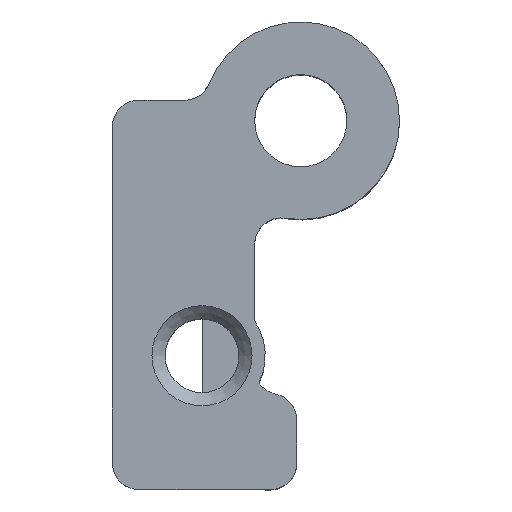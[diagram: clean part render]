
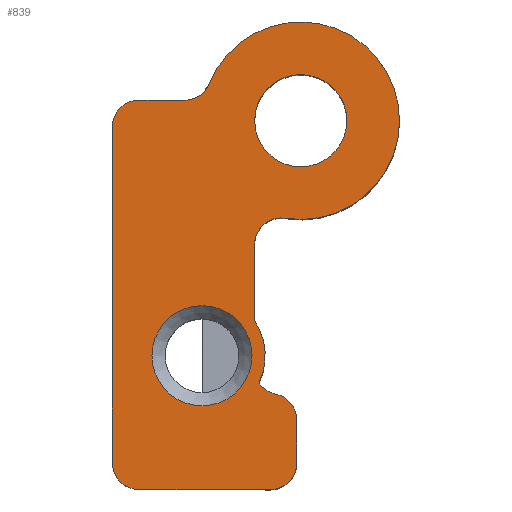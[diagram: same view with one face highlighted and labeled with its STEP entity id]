
A CAD part, top view. The second image highlights one B-rep face of the part: STEP entity #839.
In plain terms, the highlighted planar face has unit normal (0, 0, 1).
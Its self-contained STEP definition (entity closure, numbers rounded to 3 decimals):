
#52=FACE_BOUND('',#135,.T.);
#53=FACE_BOUND('',#136,.T.);
#59=PLANE('',#912);
#78=FACE_OUTER_BOUND('',#134,.T.);
#134=EDGE_LOOP('',(#587,#588,#589,#590,#591,#592,#593,#594,#595,#596,#597,
#598,#599,#600));
#135=EDGE_LOOP('',(#601));
#136=EDGE_LOOP('',(#602));
#190=LINE('',#1275,#244);
#195=LINE('',#1300,#249);
#199=LINE('',#1326,#253);
#200=LINE('',#1334,#254);
#201=LINE('',#1338,#255);
#244=VECTOR('',#1012,10.);
#249=VECTOR('',#1037,10.);
#253=VECTOR('',#1053,10.);
#254=VECTOR('',#1060,10.);
#255=VECTOR('',#1063,10.);
#295=CIRCLE('',#897,0.5);
#302=CIRCLE('',#907,0.5);
#304=CIRCLE('',#911,0.95);
#305=CIRCLE('',#913,0.5);
#306=CIRCLE('',#914,1.2);
#307=CIRCLE('',#915,0.5);
#308=CIRCLE('',#916,1.875);
#309=CIRCLE('',#917,0.5);
#310=CIRCLE('',#918,0.5);
#311=CIRCLE('',#919,0.5);
#312=CIRCLE('',#920,0.875);
#351=VERTEX_POINT('',#1265);
#352=VERTEX_POINT('',#1267);
#354=VERTEX_POINT('',#1273);
#363=VERTEX_POINT('',#1295);
#364=VERTEX_POINT('',#1299);
#369=VERTEX_POINT('',#1318);
#370=VERTEX_POINT('',#1321);
#371=VERTEX_POINT('',#1323);
#372=VERTEX_POINT('',#1325);
#373=VERTEX_POINT('',#1327);
#374=VERTEX_POINT('',#1329);
#375=VERTEX_POINT('',#1331);
#376=VERTEX_POINT('',#1333);
#377=VERTEX_POINT('',#1335);
#378=VERTEX_POINT('',#1337);
#379=VERTEX_POINT('',#1340);
#429=EDGE_CURVE('',#351,#352,#295,.T.);
#433=EDGE_CURVE('',#351,#354,#190,.T.);
#444=EDGE_CURVE('',#363,#354,#302,.T.);
#445=EDGE_CURVE('',#364,#352,#195,.T.);
#451=EDGE_CURVE('',#369,#369,#304,.T.);
#452=EDGE_CURVE('',#363,#370,#305,.T.);
#453=EDGE_CURVE('',#370,#371,#306,.T.);
#454=EDGE_CURVE('',#371,#372,#199,.T.);
#455=EDGE_CURVE('',#372,#373,#307,.T.);
#456=EDGE_CURVE('',#373,#374,#308,.T.);
#457=EDGE_CURVE('',#375,#374,#309,.T.);
#458=EDGE_CURVE('',#375,#376,#200,.T.);
#459=EDGE_CURVE('',#377,#376,#310,.T.);
#460=EDGE_CURVE('',#377,#378,#201,.T.);
#461=EDGE_CURVE('',#364,#378,#311,.T.);
#462=EDGE_CURVE('',#379,#379,#312,.T.);
#587=ORIENTED_EDGE('',*,*,#429,.F.);
#588=ORIENTED_EDGE('',*,*,#433,.T.);
#589=ORIENTED_EDGE('',*,*,#444,.F.);
#590=ORIENTED_EDGE('',*,*,#452,.T.);
#591=ORIENTED_EDGE('',*,*,#453,.T.);
#592=ORIENTED_EDGE('',*,*,#454,.T.);
#593=ORIENTED_EDGE('',*,*,#455,.T.);
#594=ORIENTED_EDGE('',*,*,#456,.T.);
#595=ORIENTED_EDGE('',*,*,#457,.F.);
#596=ORIENTED_EDGE('',*,*,#458,.T.);
#597=ORIENTED_EDGE('',*,*,#459,.F.);
#598=ORIENTED_EDGE('',*,*,#460,.T.);
#599=ORIENTED_EDGE('',*,*,#461,.F.);
#600=ORIENTED_EDGE('',*,*,#445,.T.);
#601=ORIENTED_EDGE('',*,*,#462,.T.);
#602=ORIENTED_EDGE('',*,*,#451,.F.);
#839=ADVANCED_FACE('',(#78,#52,#53),#59,.T.);
#897=AXIS2_PLACEMENT_3D('',#1268,#1005,#1006);
#907=AXIS2_PLACEMENT_3D('',#1297,#1033,#1034);
#911=AXIS2_PLACEMENT_3D('',#1319,#1045,#1046);
#912=AXIS2_PLACEMENT_3D('',#1320,#1047,#1048);
#913=AXIS2_PLACEMENT_3D('',#1322,#1049,#1050);
#914=AXIS2_PLACEMENT_3D('',#1324,#1051,#1052);
#915=AXIS2_PLACEMENT_3D('',#1328,#1054,#1055);
#916=AXIS2_PLACEMENT_3D('',#1330,#1056,#1057);
#917=AXIS2_PLACEMENT_3D('',#1332,#1058,#1059);
#918=AXIS2_PLACEMENT_3D('',#1336,#1061,#1062);
#919=AXIS2_PLACEMENT_3D('',#1339,#1064,#1065);
#920=AXIS2_PLACEMENT_3D('',#1341,#1066,#1067);
#1005=DIRECTION('center_axis',(0.,0.,-1.));
#1006=DIRECTION('ref_axis',(0.707,-0.707,0.));
#1012=DIRECTION('',(0.,1.,0.));
#1033=DIRECTION('center_axis',(0.,0.,-1.));
#1034=DIRECTION('ref_axis',(-1.,0.,0.));
#1037=DIRECTION('',(1.,0.,0.));
#1045=DIRECTION('center_axis',(0.,0.,1.));
#1046=DIRECTION('ref_axis',(1.,0.,0.));
#1047=DIRECTION('center_axis',(0.,0.,1.));
#1048=DIRECTION('ref_axis',(1.,0.,0.));
#1049=DIRECTION('center_axis',(0.,0.,-1.));
#1050=DIRECTION('ref_axis',(1.,0.,0.));
#1051=DIRECTION('center_axis',(0.,0.,1.));
#1052=DIRECTION('ref_axis',(0.,-1.,0.));
#1053=DIRECTION('',(0.,1.,0.));
#1054=DIRECTION('center_axis',(0.,0.,-1.));
#1055=DIRECTION('ref_axis',(-0.158,-0.987,0.));
#1056=DIRECTION('center_axis',(0.,0.,1.));
#1057=DIRECTION('ref_axis',(-0.158,-0.987,0.));
#1058=DIRECTION('center_axis',(0.,0.,1.));
#1059=DIRECTION('ref_axis',(0.559,-0.829,0.));
#1060=DIRECTION('',(-1.,0.,0.));
#1061=DIRECTION('center_axis',(0.,0.,-1.));
#1062=DIRECTION('ref_axis',(-0.707,0.707,0.));
#1063=DIRECTION('',(0.,-1.,0.));
#1064=DIRECTION('center_axis',(0.,0.,-1.));
#1065=DIRECTION('ref_axis',(-0.707,-0.707,0.));
#1066=DIRECTION('center_axis',(0.,0.,-1.));
#1067=DIRECTION('ref_axis',(-1.,0.,0.));
#1265=CARTESIAN_POINT('',(-0.075,-6.5,6.25));
#1267=CARTESIAN_POINT('',(-0.575,-7.,6.25));
#1268=CARTESIAN_POINT('Origin',(-0.575,-6.5,6.25));
#1273=CARTESIAN_POINT('',(-0.075,-5.68,6.25));
#1275=CARTESIAN_POINT('',(-0.075,-6.5,6.25));
#1295=CARTESIAN_POINT('',(-0.475,-5.19,6.25));
#1297=CARTESIAN_POINT('Origin',(-0.575,-5.68,6.25));
#1299=CARTESIAN_POINT('',(-3.075,-7.,6.25));
#1300=CARTESIAN_POINT('',(-3.575,-7.,6.25));
#1318=CARTESIAN_POINT('',(-2.825,-4.461,6.25));
#1319=CARTESIAN_POINT('Origin',(-1.875,-4.461,6.25));
#1320=CARTESIAN_POINT('Origin',(-3.429,0.244,6.25));
#1321=CARTESIAN_POINT('',(-0.792,-4.976,6.25));
#1322=CARTESIAN_POINT('Origin',(-0.375,-4.7,6.25));
#1323=CARTESIAN_POINT('',(-0.875,-3.798,6.25));
#1324=CARTESIAN_POINT('Origin',(-1.875,-4.461,6.25));
#1325=CARTESIAN_POINT('',(-0.875,-2.345,6.25));
#1326=CARTESIAN_POINT('',(-0.875,-4.7,6.25));
#1327=CARTESIAN_POINT('',(-0.296,-1.851,6.25));
#1328=CARTESIAN_POINT('Origin',(-0.375,-2.345,6.25));
#1329=CARTESIAN_POINT('',(-1.738,0.703,6.25));
#1330=CARTESIAN_POINT('Origin',(0.,0.,6.25));
#1331=CARTESIAN_POINT('',(-2.202,0.39,6.25));
#1332=CARTESIAN_POINT('Origin',(-2.202,0.89,6.25));
#1333=CARTESIAN_POINT('',(-3.075,0.39,6.25));
#1334=CARTESIAN_POINT('',(-1.834,0.39,6.25));
#1335=CARTESIAN_POINT('',(-3.575,-0.11,6.25));
#1336=CARTESIAN_POINT('Origin',(-3.075,-0.11,6.25));
#1337=CARTESIAN_POINT('',(-3.575,-6.5,6.25));
#1338=CARTESIAN_POINT('',(-3.575,0.39,6.25));
#1339=CARTESIAN_POINT('Origin',(-3.075,-6.5,6.25));
#1340=CARTESIAN_POINT('',(0.875,0.,6.25));
#1341=CARTESIAN_POINT('Origin',(0.,0.,6.25));
